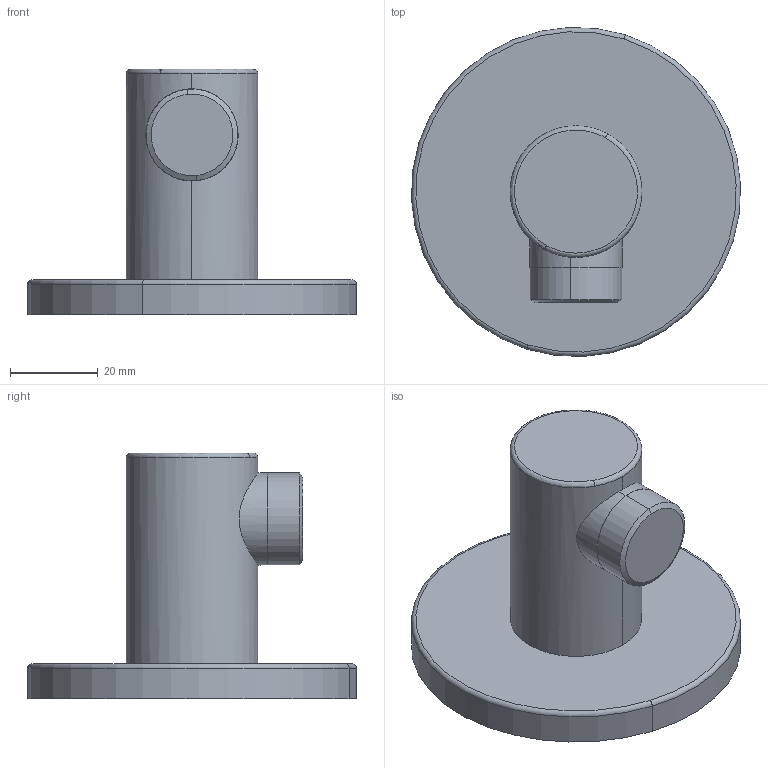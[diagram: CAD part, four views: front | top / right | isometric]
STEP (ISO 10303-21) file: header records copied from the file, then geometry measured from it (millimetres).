
FILE_DESCRIPTION (( 'STEP AP203' ), '1' );
FILE_NAME ('51180173.STEP', '2024-02-14T08:48:25', ( '' ), ( '' ), 'SwSTEP 2.0', 'SolidWorks 2016', '' );
FILE_SCHEMA (( 'CONFIG_CONTROL_DESIGN' ));
Length unit declared in the file: millimetre
Products named in the file (1): 51180173
Bounding box: 74.93 x 74.93 x 56 mm (x, y, z)
Volume: 73065.5 mm3; surface area: 15854.4 mm2
Topology: 1 solids, 1 shells, 19 faces, 41 edges, 26 vertices
Faces by surface type: cylinder 8, plane 5, bspline 2, cone 2, torus 2
Entity records: 727 total; most frequent: CARTESIAN_POINT 232, DIRECTION 95, ORIENTED_EDGE 82, AXIS2_PLACEMENT_3D 42, EDGE_CURVE 41, VERTEX_POINT 26, CIRCLE 24, EDGE_LOOP 21
